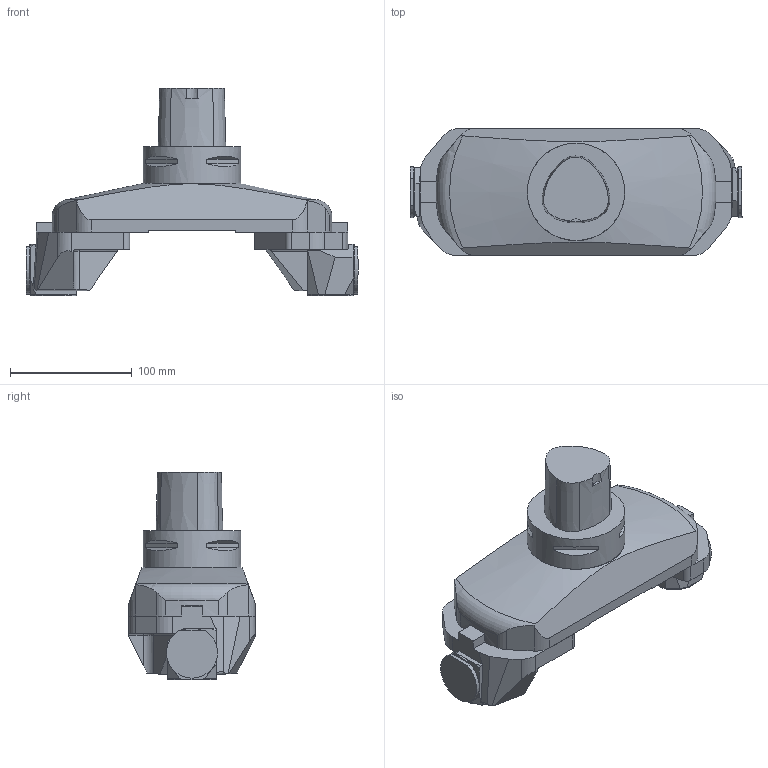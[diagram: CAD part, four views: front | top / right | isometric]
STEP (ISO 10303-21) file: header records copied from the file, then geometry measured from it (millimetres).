
FILE_DESCRIPTION(/* description */ (''),/* implementation_level */ '2;1');
FILE_NAME(/* name */ '1719989808465.stp',/* time_stamp */ '2024-07-03T08:56:54+02:00',/* author */ (''),/* organization */ ('SMS'),/* preprocessor_version */ 'ST-DEVELOPER v16.7',/* originating_system */ 'SIEMENS PLM Software NX 12.0',/* authorisation */ '');
FILE_SCHEMA (('AUTOMOTIVE_DESIGN { 1 0 10303 214 3 1 1 1 }'));
Length unit declared in the file: millimetre
Products named in the file (6): 205371124mod000_00; 205387623mod000_00; 205369860mod000_00; 205377549mod000_00; 205370140mod000_00; 205381281mod000_00
Assembly tree (7 placements, depth 3):
  205381281mod000_00
    205377549mod000_00
    205370140mod000_00  x2
      205387623mod000_00
      205371124mod000_00
    205369860mod000_00  x2
Bounding box: 272.64 x 104 x 170.28 mm (x, y, z)
Volume: 1331992.9 mm3; surface area: 148363.8 mm2
Topology: 7 solids, 7 shells, 208 faces, 539 edges, 374 vertices
Faces by surface type: plane 150, cylinder 47, cone 7, torus 4
Full cylindrical faces by diameter (mm): 79.985 x1, 80 x1
Entity records: 4852 total; most frequent: CARTESIAN_POINT 872, DIRECTION 745, ORIENTED_EDGE 700, EDGE_CURVE 350, AXIS2_PLACEMENT_3D 255, LINE 235, VECTOR 235, VERTEX_POINT 230
